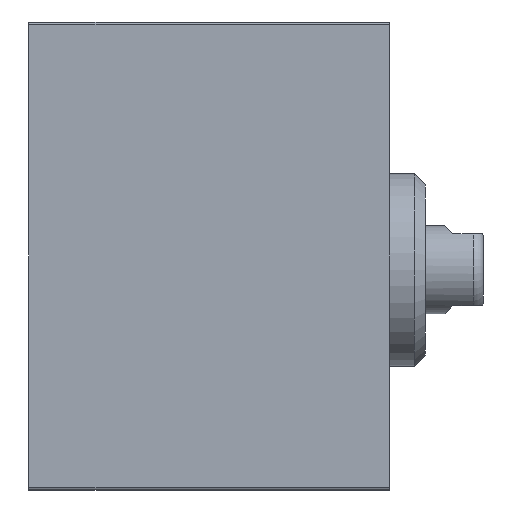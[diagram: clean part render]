
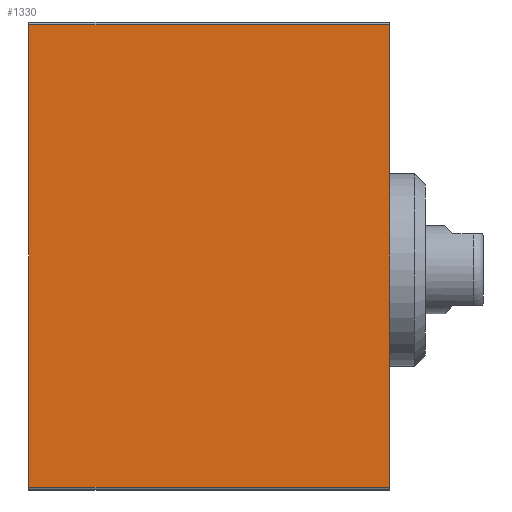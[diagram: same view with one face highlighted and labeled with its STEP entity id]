
A CAD part, left-side view. The second image highlights one B-rep face of the part: STEP entity #1330.
In plain terms, the highlighted planar face has unit normal (-1, 0, 0).
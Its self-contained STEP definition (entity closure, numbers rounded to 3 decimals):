
#206=CARTESIAN_POINT('',(-40.,32.75,-42.));
#207=VERTEX_POINT('',#206);
#217=CARTESIAN_POINT('',(-40.,32.75,42.));
#218=VERTEX_POINT('',#217);
#219=CARTESIAN_POINT('',(-40.,32.75,42.));
#220=DIRECTION('',(0.0,0.0,-1.0));
#221=VECTOR('',#220,84.);
#222=LINE('',#219,#221);
#223=EDGE_CURVE('',#218,#207,#222,.T.);
#551=CARTESIAN_POINT('',(-40.,-32.75,42.));
#552=VERTEX_POINT('',#551);
#562=CARTESIAN_POINT('',(-40.,-32.75,-42.));
#563=VERTEX_POINT('',#562);
#564=CARTESIAN_POINT('',(-40.,-32.75,-42.));
#565=DIRECTION('',(0.0,0.0,1.0));
#566=VECTOR('',#565,84.);
#567=LINE('',#564,#566);
#568=EDGE_CURVE('',#563,#552,#567,.T.);
#1230=CARTESIAN_POINT('',(-40.,32.75,-42.));
#1231=DIRECTION('',(0.0,-1.0,0.0));
#1232=VECTOR('',#1231,65.5);
#1233=LINE('',#1230,#1232);
#1234=EDGE_CURVE('',#207,#563,#1233,.T.);
#1308=CARTESIAN_POINT('',(-40.,-32.75,42.));
#1309=DIRECTION('',(0.0,1.0,0.0));
#1310=VECTOR('',#1309,65.5);
#1311=LINE('',#1308,#1310);
#1312=EDGE_CURVE('',#552,#218,#1311,.T.);
#1319=CARTESIAN_POINT('',(-40.,0.0,42.));
#1320=DIRECTION('',(-1.0,0.0,0.0));
#1321=DIRECTION('',(0.0,0.0,1.0));
#1322=AXIS2_PLACEMENT_3D('',#1319,#1320,#1321);
#1323=PLANE('',#1322);
#1324=ORIENTED_EDGE('',*,*,#223,.T.);
#1325=ORIENTED_EDGE('',*,*,#1234,.T.);
#1326=ORIENTED_EDGE('',*,*,#568,.T.);
#1327=ORIENTED_EDGE('',*,*,#1312,.T.);
#1328=EDGE_LOOP('',(#1324,#1325,#1326,#1327));
#1329=FACE_OUTER_BOUND('',#1328,.T.);
#1330=ADVANCED_FACE('',(#1329),#1323,.T.);
